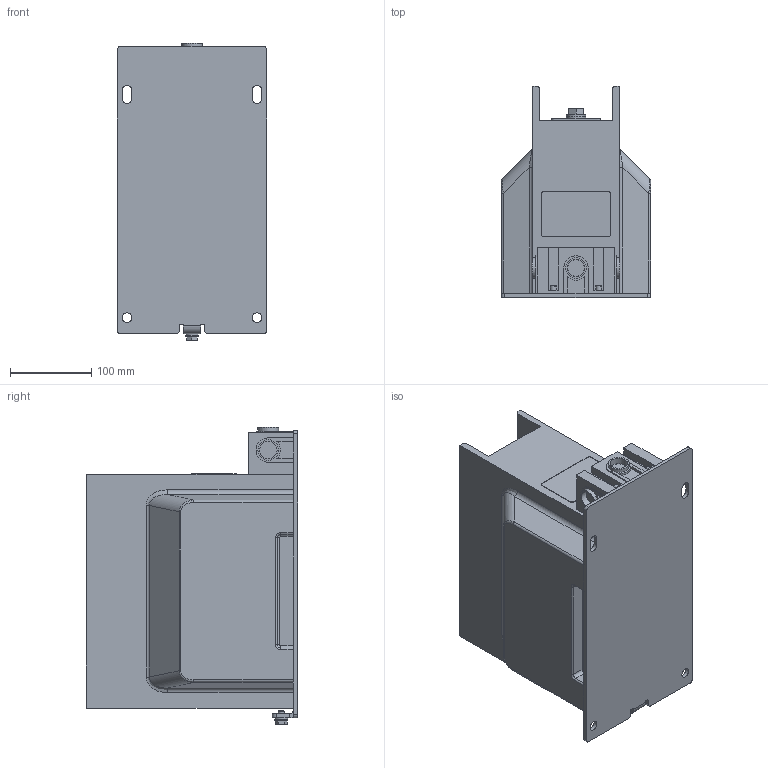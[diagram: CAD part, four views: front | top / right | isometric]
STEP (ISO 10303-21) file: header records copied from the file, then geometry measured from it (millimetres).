
FILE_DESCRIPTION (( 'STEP AP203' ), '1' );
FILE_NAME ('CT12-11.23B.STEP', '2017-03-09T07:22:49', ( '' ), ( '' ), 'SwSTEP 2.0', 'SolidWorks 2016', '' );
FILE_SCHEMA (( 'CONFIG_CONTROL_DESIGN' ));
Length unit declared in the file: millimetre
Products named in the file (1): CT12-11.23B
Bounding box: 184 x 260 x 366.6 mm (x, y, z)
Volume: 10093839.9 mm3; surface area: 390059.6 mm2
Topology: 1 solids, 4 shells, 394 faces, 953 edges, 595 vertices
Faces by surface type: plane 221, cylinder 102, bspline 32, cone 31, torus 8
Full cylindrical faces by diameter (mm): 7 x2, 8 x1, 12 x2, 13 x1, 16 x2, 18 x4, 20.4 x3, 21.5 x3, 22.4 x3, 24 x8, 25.4 x3
Entity records: 12884 total; most frequent: CARTESIAN_POINT 3902, ORIENTED_EDGE 1832, DIRECTION 1783, EDGE_CURVE 916, AXIS2_PLACEMENT_3D 624, VERTEX_POINT 591, VECTOR 535, LINE 535
